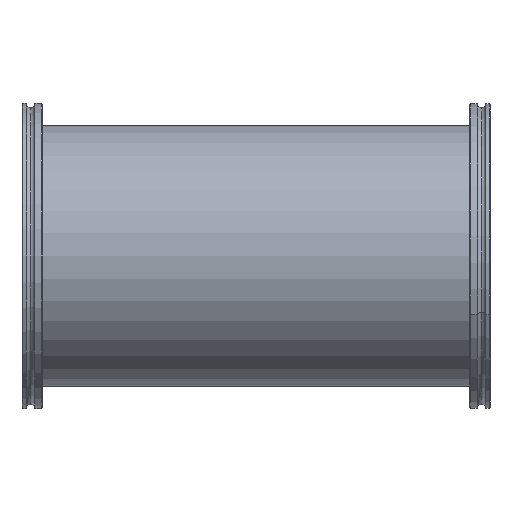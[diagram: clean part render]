
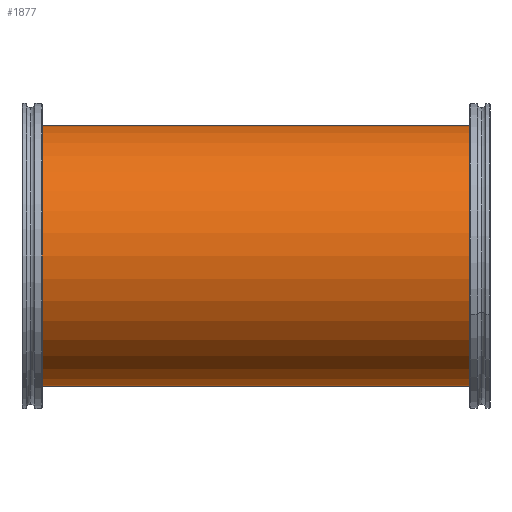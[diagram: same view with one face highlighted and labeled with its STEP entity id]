
A CAD part, front view. The second image highlights one B-rep face of the part: STEP entity #1877.
In plain terms, the highlighted cylindrical face has radius 77 mm (diameter 154 mm), a partial arc.
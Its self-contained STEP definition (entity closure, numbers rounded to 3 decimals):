
#65 = DIRECTION ( 'NONE',  ( 0., 0., -1. ) ) ;
#81 = DIRECTION ( 'NONE',  ( 1., 0., 0. ) ) ;
#120 = EDGE_LOOP ( 'NONE', ( #2437, #369, #1338, #1888 ) ) ;
#253 = VERTEX_POINT ( 'NONE', #938 ) ;
#281 = CARTESIAN_POINT ( 'NONE',  ( -131.5, 0., 0. ) ) ;
#290 = DIRECTION ( 'NONE',  ( 1., 0., 0. ) ) ;
#369 = ORIENTED_EDGE ( 'NONE', *, *, #721, .T. ) ;
#429 = LINE ( 'NONE', #647, #883 ) ;
#544 = CYLINDRICAL_SURFACE ( 'NONE', #2063, 77. ) ;
#556 = LINE ( 'NONE', #639, #941 ) ;
#596 = CARTESIAN_POINT ( 'NONE',  ( -131.5, 0., 77. ) ) ;
#639 = CARTESIAN_POINT ( 'NONE',  ( -131.5, 0., 77. ) ) ;
#647 = CARTESIAN_POINT ( 'NONE',  ( -131.5, 0., -77. ) ) ;
#721 = EDGE_CURVE ( 'NONE', #2089, #2131, #2315, .T. ) ;
#743 = AXIS2_PLACEMENT_3D ( 'NONE', #1440, #290, #1645 ) ;
#819 = VERTEX_POINT ( 'NONE', #2456 ) ;
#830 = DIRECTION ( 'NONE',  ( 1., 0., 0. ) ) ;
#883 = VECTOR ( 'NONE', #2005, 1000. ) ;
#938 = CARTESIAN_POINT ( 'NONE',  ( 131.5, 0., 77. ) ) ;
#941 = VECTOR ( 'NONE', #830, 1000. ) ;
#1111 = FACE_OUTER_BOUND ( 'NONE', #120, .T. ) ;
#1119 = EDGE_CURVE ( 'NONE', #2089, #253, #556, .T. ) ;
#1163 = EDGE_CURVE ( 'NONE', #2131, #819, #429, .T. ) ;
#1204 = AXIS2_PLACEMENT_3D ( 'NONE', #281, #81, #1245 ) ;
#1245 = DIRECTION ( 'NONE',  ( 0., 0., -1. ) ) ;
#1338 = ORIENTED_EDGE ( 'NONE', *, *, #1163, .T. ) ;
#1415 = CARTESIAN_POINT ( 'NONE',  ( -131.5, 0., 0. ) ) ;
#1440 = CARTESIAN_POINT ( 'NONE',  ( 131.5, 0., 0. ) ) ;
#1576 = CIRCLE ( 'NONE', #743, 77. ) ;
#1619 = DIRECTION ( 'NONE',  ( 1., 0., 0. ) ) ;
#1645 = DIRECTION ( 'NONE',  ( 0., 0., -1. ) ) ;
#1775 = CARTESIAN_POINT ( 'NONE',  ( -131.5, 0., -77. ) ) ;
#1877 = ADVANCED_FACE ( 'NONE', ( #1111 ), #544, .T. ) ;
#1888 = ORIENTED_EDGE ( 'NONE', *, *, #2467, .F. ) ;
#2005 = DIRECTION ( 'NONE',  ( 1., 0., 0. ) ) ;
#2063 = AXIS2_PLACEMENT_3D ( 'NONE', #1415, #1619, #65 ) ;
#2089 = VERTEX_POINT ( 'NONE', #596 ) ;
#2131 = VERTEX_POINT ( 'NONE', #1775 ) ;
#2315 = CIRCLE ( 'NONE', #1204, 77. ) ;
#2437 = ORIENTED_EDGE ( 'NONE', *, *, #1119, .F. ) ;
#2456 = CARTESIAN_POINT ( 'NONE',  ( 131.5, 0., -77. ) ) ;
#2467 = EDGE_CURVE ( 'NONE', #253, #819, #1576, .T. ) ;
